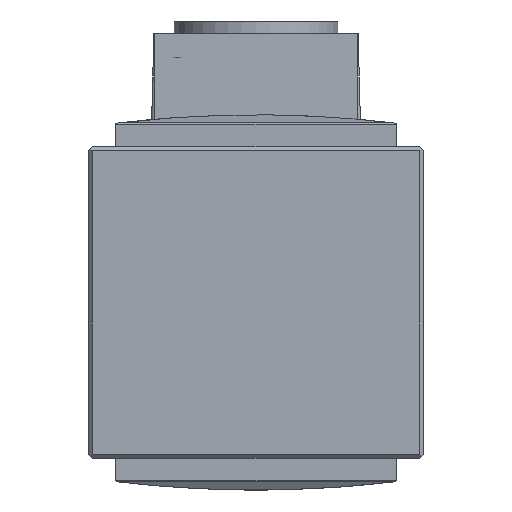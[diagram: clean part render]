
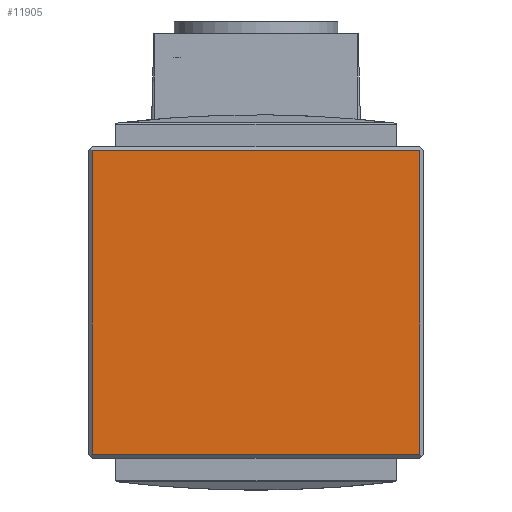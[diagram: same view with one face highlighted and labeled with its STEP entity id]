
A CAD part, front view. The second image highlights one B-rep face of the part: STEP entity #11905.
In plain terms, the highlighted planar face has unit normal (0, -1, 0).
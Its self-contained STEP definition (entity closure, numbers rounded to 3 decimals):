
#76=PLANE('',#12448);
#796=LINE('',#16365,#1592);
#797=LINE('',#16368,#1593);
#798=LINE('',#16370,#1594);
#799=LINE('',#16372,#1595);
#1592=VECTOR('',#13508,1000.);
#1593=VECTOR('',#13509,1000.);
#1594=VECTOR('',#13510,1000.);
#1595=VECTOR('',#13511,1000.);
#2465=ORIENTED_EDGE('',*,*,#5237,.F.);
#2466=ORIENTED_EDGE('',*,*,#5238,.F.);
#2467=ORIENTED_EDGE('',*,*,#5239,.T.);
#2468=ORIENTED_EDGE('',*,*,#5240,.T.);
#5237=EDGE_CURVE('',#6623,#6624,#796,.T.);
#5238=EDGE_CURVE('',#6625,#6623,#797,.T.);
#5239=EDGE_CURVE('',#6625,#6626,#798,.T.);
#5240=EDGE_CURVE('',#6626,#6624,#799,.T.);
#6623=VERTEX_POINT('',#16366);
#6624=VERTEX_POINT('',#16367);
#6625=VERTEX_POINT('',#16369);
#6626=VERTEX_POINT('',#16371);
#7610=EDGE_LOOP('',(#2465,#2466,#2467,#2468));
#8172=FACE_BOUND('',#7610,.T.);
#11905=ADVANCED_FACE('',(#8172),#76,.F.);
#12448=AXIS2_PLACEMENT_3D('',#16364,#13506,#13507);
#13506=DIRECTION('',(0.,1.,0.));
#13507=DIRECTION('',(0.,0.,1.));
#13508=DIRECTION('',(-1.,0.,0.));
#13509=DIRECTION('',(0.,0.,-1.));
#13510=DIRECTION('',(-1.,0.,0.));
#13511=DIRECTION('',(0.,0.,-1.));
#16364=CARTESIAN_POINT('',(-21.,0.,20.));
#16365=CARTESIAN_POINT('',(21.5,0.,-19.5));
#16366=CARTESIAN_POINT('',(21.,0.,-19.5));
#16367=CARTESIAN_POINT('',(-21.,0.,-19.5));
#16368=CARTESIAN_POINT('',(21.,0.,20.));
#16369=CARTESIAN_POINT('',(21.,0.,19.5));
#16370=CARTESIAN_POINT('',(21.5,0.,19.5));
#16371=CARTESIAN_POINT('',(-21.,0.,19.5));
#16372=CARTESIAN_POINT('',(-21.,0.,20.));
